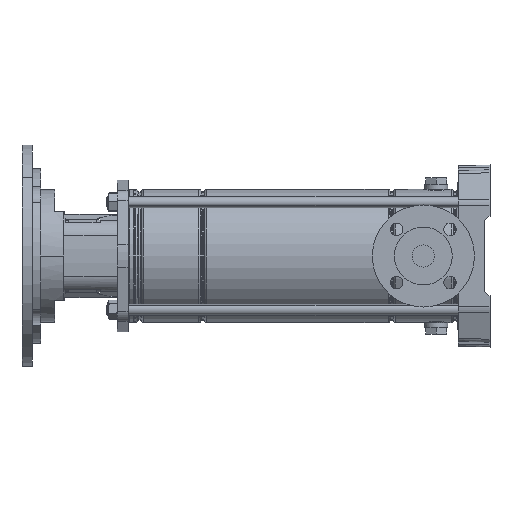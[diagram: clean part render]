
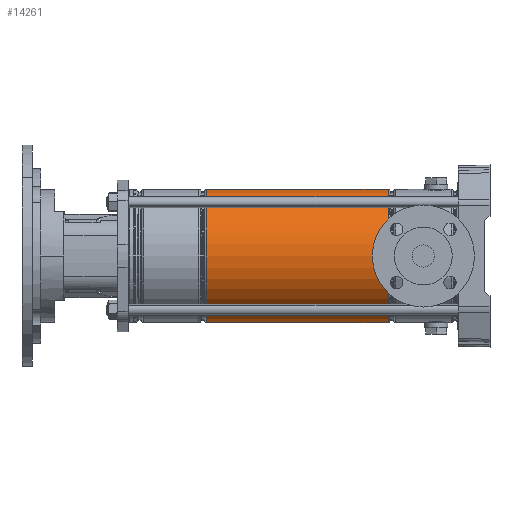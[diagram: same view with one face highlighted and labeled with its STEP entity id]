
A CAD part, left-side view. The second image highlights one B-rep face of the part: STEP entity #14261.
In plain terms, the highlighted cylindrical face has radius 74.9 mm (diameter 149.8 mm), a partial arc.
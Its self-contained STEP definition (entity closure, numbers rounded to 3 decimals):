
#718 = ORIENTED_EDGE ( 'NONE', *, *, #9748, .T. ) ;
#835 = DIRECTION ( 'NONE',  ( 0., 0., -1. ) ) ;
#946 = VERTEX_POINT ( 'NONE', #6582 ) ;
#1141 = CARTESIAN_POINT ( 'NONE',  ( 0., 0., 291.721 ) ) ;
#5104 = EDGE_CURVE ( 'NONE', #946, #23868, #8823, .T. ) ;
#6039 = VECTOR ( 'NONE', #27527, 1000. ) ;
#6083 = DIRECTION ( 'NONE',  ( 0., 0., -1. ) ) ;
#6469 = AXIS2_PLACEMENT_3D ( 'NONE', #24507, #6083, #13041 ) ;
#6508 = DIRECTION ( 'NONE',  ( 0., 0., 1. ) ) ;
#6582 = CARTESIAN_POINT ( 'NONE',  ( -74.9, 0., 291.721 ) ) ;
#8657 = ORIENTED_EDGE ( 'NONE', *, *, #5104, .F. ) ;
#8823 = LINE ( 'NONE', #18302, #6039 ) ;
#9748 = EDGE_CURVE ( 'NONE', #26334, #23868, #12086, .T. ) ;
#12086 = CIRCLE ( 'NONE', #15917, 74.9 ) ;
#12216 = ORIENTED_EDGE ( 'NONE', *, *, #21288, .T. ) ;
#13041 = DIRECTION ( 'NONE',  ( -1., 0., 0. ) ) ;
#13459 = CARTESIAN_POINT ( 'NONE',  ( 0., 0., 87.279 ) ) ;
#14261 = ADVANCED_FACE ( 'NONE', ( #15295 ), #20251, .T. ) ;
#15295 = FACE_OUTER_BOUND ( 'NONE', #17766, .T. ) ;
#15841 = VERTEX_POINT ( 'NONE', #17312 ) ;
#15917 = AXIS2_PLACEMENT_3D ( 'NONE', #13459, #6508, #22530 ) ;
#16225 = CIRCLE ( 'NONE', #24457, 74.9 ) ;
#16995 = DIRECTION ( 'NONE',  ( 1., 0., 0. ) ) ;
#17030 = ORIENTED_EDGE ( 'NONE', *, *, #27387, .T. ) ;
#17312 = CARTESIAN_POINT ( 'NONE',  ( 74.9, 0., 291.721 ) ) ;
#17766 = EDGE_LOOP ( 'NONE', ( #17030, #12216, #718, #8657 ) ) ;
#18302 = CARTESIAN_POINT ( 'NONE',  ( -74.9, 0., 0. ) ) ;
#18894 = DIRECTION ( 'NONE',  ( 0., 0., -1. ) ) ;
#19201 = CARTESIAN_POINT ( 'NONE',  ( 74.9, 0., 0. ) ) ;
#20251 = CYLINDRICAL_SURFACE ( 'NONE', #6469, 74.9 ) ;
#21176 = LINE ( 'NONE', #19201, #26176 ) ;
#21288 = EDGE_CURVE ( 'NONE', #15841, #26334, #21176, .T. ) ;
#22530 = DIRECTION ( 'NONE',  ( 1., 0., 0. ) ) ;
#23868 = VERTEX_POINT ( 'NONE', #26782 ) ;
#24457 = AXIS2_PLACEMENT_3D ( 'NONE', #1141, #835, #16995 ) ;
#24507 = CARTESIAN_POINT ( 'NONE',  ( 0., 0., 0. ) ) ;
#26176 = VECTOR ( 'NONE', #18894, 1000. ) ;
#26334 = VERTEX_POINT ( 'NONE', #29466 ) ;
#26782 = CARTESIAN_POINT ( 'NONE',  ( -74.9, 0., 87.279 ) ) ;
#27387 = EDGE_CURVE ( 'NONE', #946, #15841, #16225, .T. ) ;
#27527 = DIRECTION ( 'NONE',  ( 0., 0., -1. ) ) ;
#29466 = CARTESIAN_POINT ( 'NONE',  ( 74.9, 0., 87.279 ) ) ;
